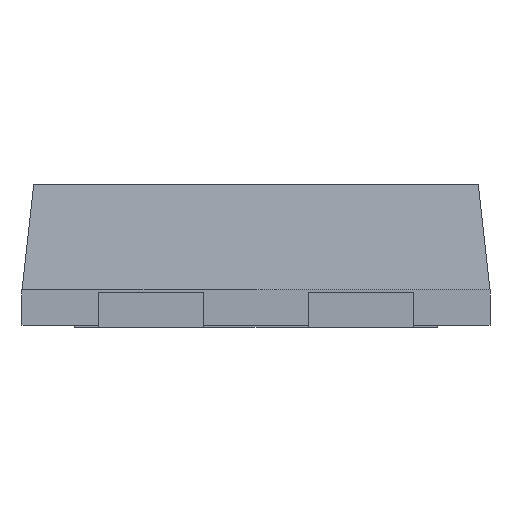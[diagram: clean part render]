
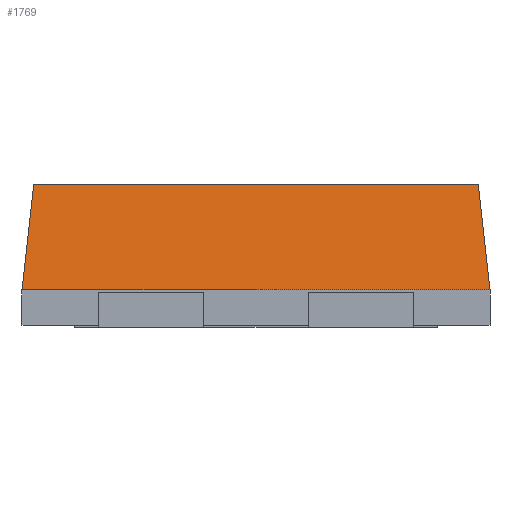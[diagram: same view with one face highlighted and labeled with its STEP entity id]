
A CAD part, left-side view. The second image highlights one B-rep face of the part: STEP entity #1769.
In plain terms, the highlighted planar face has unit normal (-0.994, 0, 0.11).
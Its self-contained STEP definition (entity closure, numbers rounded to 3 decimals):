
#179 = EDGE_CURVE ( 'NONE', #787, #9333, #4422, .T. ) ;
#756 = CARTESIAN_POINT ( 'NONE',  ( -2.569, 1.869, 1.502 ) ) ;
#787 = VERTEX_POINT ( 'NONE', #11780 ) ;
#1239 = VECTOR ( 'NONE', #6280, 1000. ) ;
#1297 = VERTEX_POINT ( 'NONE', #8641 ) ;
#1313 = ORIENTED_EDGE ( 'NONE', *, *, #3198, .F. ) ;
#1434 = VECTOR ( 'NONE', #4706, 1000. ) ;
#1769 = ADVANCED_FACE ( 'NONE', ( #5469 ), #10130, .T. ) ;
#2384 = LINE ( 'NONE', #8844, #6867 ) ;
#2426 = LINE ( 'NONE', #10801, #11481 ) ;
#2784 = CARTESIAN_POINT ( 'NONE',  ( -2.6, 0., 1.22 ) ) ;
#3198 = EDGE_CURVE ( 'NONE', #1297, #787, #2426, .T. ) ;
#4258 = LINE ( 'NONE', #756, #1239 ) ;
#4422 = LINE ( 'NONE', #4811, #1434 ) ;
#4655 = DIRECTION ( 'NONE',  ( -0.994, 0., 0.11 ) ) ;
#4706 = DIRECTION ( 'NONE',  ( -0.11, -0.11, -0.988 ) ) ;
#4811 = CARTESIAN_POINT ( 'NONE',  ( -2.577, -1.877, 1.426 ) ) ;
#4878 = VERTEX_POINT ( 'NONE', #10914 ) ;
#5018 = DIRECTION ( 'NONE',  ( 0., -1., 0. ) ) ;
#5469 = FACE_OUTER_BOUND ( 'NONE', #11656, .T. ) ;
#6280 = DIRECTION ( 'NONE',  ( -0.11, 0.11, -0.988 ) ) ;
#6867 = VECTOR ( 'NONE', #11418, 1000. ) ;
#7346 = EDGE_CURVE ( 'NONE', #1297, #4878, #4258, .T. ) ;
#7585 = ORIENTED_EDGE ( 'NONE', *, *, #179, .F. ) ;
#8007 = AXIS2_PLACEMENT_3D ( 'NONE', #2784, #4655, #10362 ) ;
#8641 = CARTESIAN_POINT ( 'NONE',  ( -2.6, 1.9, 1.22 ) ) ;
#8844 = CARTESIAN_POINT ( 'NONE',  ( -2.7, 2., 0.32 ) ) ;
#9289 = ORIENTED_EDGE ( 'NONE', *, *, #7346, .T. ) ;
#9333 = VERTEX_POINT ( 'NONE', #9894 ) ;
#9894 = CARTESIAN_POINT ( 'NONE',  ( -2.7, -2., 0.32 ) ) ;
#10130 = PLANE ( 'NONE',  #8007 ) ;
#10362 = DIRECTION ( 'NONE',  ( 0., 1., 0. ) ) ;
#10427 = EDGE_CURVE ( 'NONE', #9333, #4878, #2384, .T. ) ;
#10801 = CARTESIAN_POINT ( 'NONE',  ( -2.6, -2., 1.22 ) ) ;
#10914 = CARTESIAN_POINT ( 'NONE',  ( -2.7, 2., 0.32 ) ) ;
#11418 = DIRECTION ( 'NONE',  ( 0., 1., 0. ) ) ;
#11481 = VECTOR ( 'NONE', #5018, 1000. ) ;
#11493 = ORIENTED_EDGE ( 'NONE', *, *, #10427, .F. ) ;
#11656 = EDGE_LOOP ( 'NONE', ( #9289, #11493, #7585, #1313 ) ) ;
#11780 = CARTESIAN_POINT ( 'NONE',  ( -2.6, -1.9, 1.22 ) ) ;
